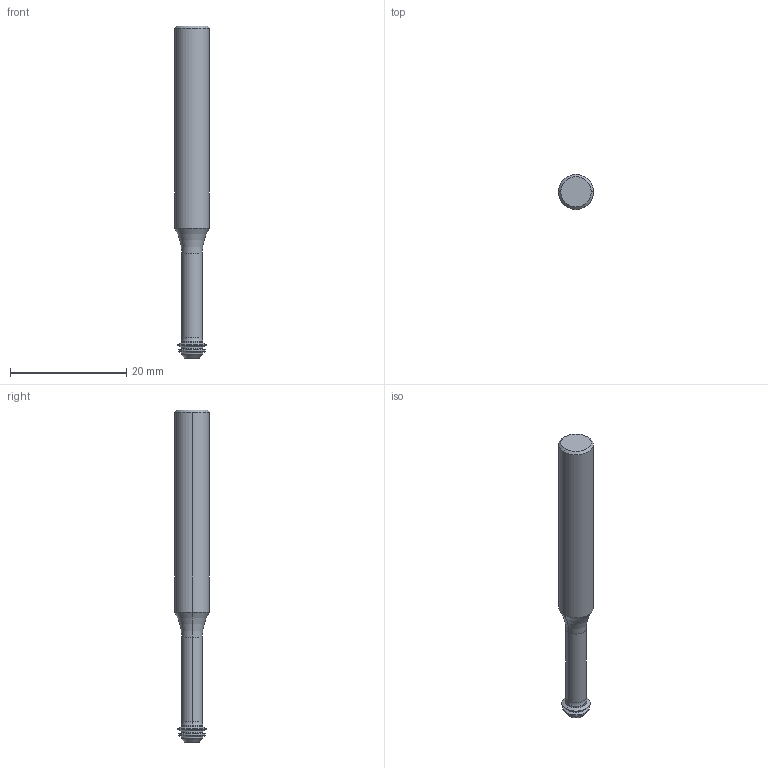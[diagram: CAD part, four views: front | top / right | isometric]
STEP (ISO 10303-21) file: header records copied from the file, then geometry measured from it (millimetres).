
FILE_DESCRIPTION (( 'STEP AP203' ), '1' );
FILE_NAME ('977713.STEP', '2023-01-12T14:28:33', ( '' ), ( '' ), 'SwSTEP 2.0', 'SolidWorks 2019', '' );
FILE_SCHEMA (( 'CONFIG_CONTROL_DESIGN' ));
Length unit declared in the file: millimetre
Products named in the file (1): 977713
Bounding box: 6 x 6 x 57 mm (x, y, z)
Volume: 1225.1 mm3; surface area: 963.1 mm2
Topology: 1 solids, 1 shells, 32 faces, 62 edges, 32 vertices
Faces by surface type: cylinder 14, cone 12, torus 4, plane 2
Entity records: 875 total; most frequent: DIRECTION 164, CARTESIAN_POINT 127, ORIENTED_EDGE 124, AXIS2_PLACEMENT_3D 69, EDGE_CURVE 62, CIRCLE 36, FACE_OUTER_BOUND 32, VERTEX_POINT 32
